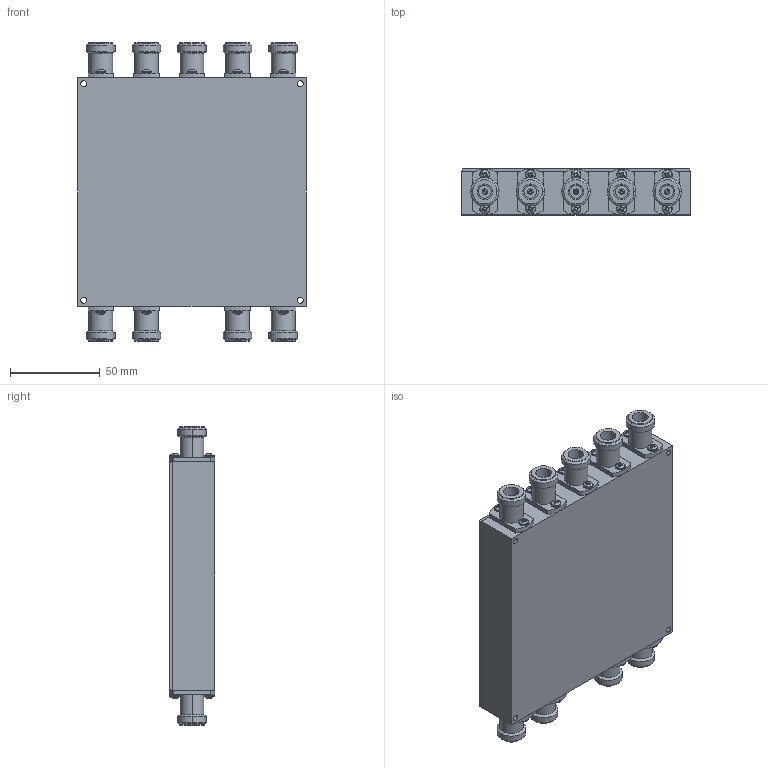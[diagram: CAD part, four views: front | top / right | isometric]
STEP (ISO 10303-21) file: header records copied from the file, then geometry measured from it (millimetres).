
FILE_DESCRIPTION (( 'STEP AP214' ), '1' );
FILE_NAME ('DMS 806-N_A.STEP', '2022-08-01T12:56:13', ( '' ), ( '' ), 'SwSTEP 2.0', 'SolidWorks 2021', '' );
FILE_SCHEMA (( 'AUTOMOTIVE_DESIGN' ));
Length unit declared in the file: inch
Products named in the file (1): DMS 806-N_A
Bounding box: 127 x 25.4 x 166.12 mm (x, y, z)
Volume: 433163.2 mm3; surface area: 102434.9 mm2
Topology: 29 solids, 29 shells, 2030 faces, 5349 edges, 3476 vertices
Faces by surface type: cylinder 953, plane 678, cone 234, torus 72, bspline 57, sphere 36
Entity records: 85957 total; most frequent: CARTESIAN_POINT 16557, DIRECTION 10873, ORIENTED_EDGE 10626, EDGE_CURVE 5313, AXIS2_PLACEMENT_3D 4276, VERTEX_POINT 3476, LINE 2321, VECTOR 2321
